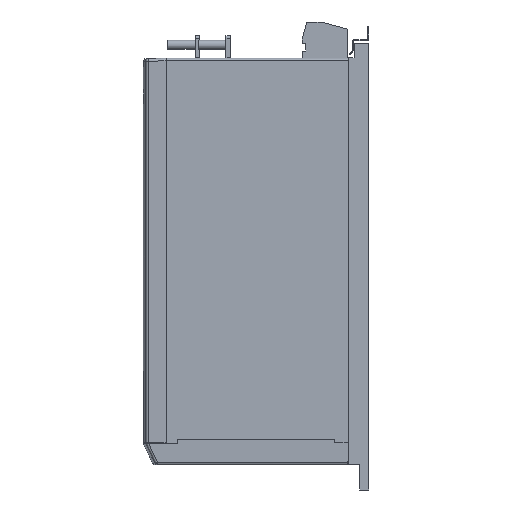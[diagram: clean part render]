
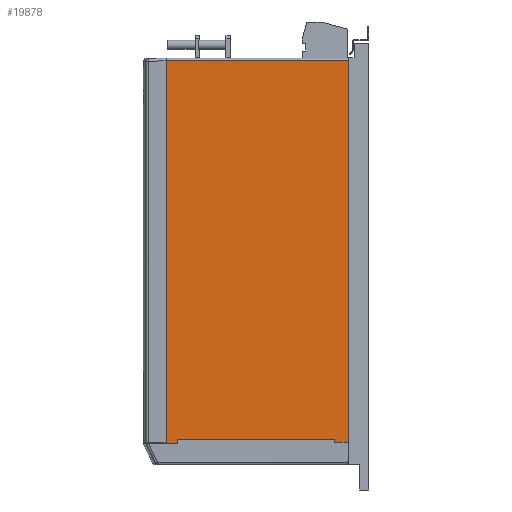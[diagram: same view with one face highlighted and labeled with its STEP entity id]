
A CAD part, left-side view. The second image highlights one B-rep face of the part: STEP entity #19878.
In plain terms, the highlighted planar face has unit normal (-1, 0, 0).
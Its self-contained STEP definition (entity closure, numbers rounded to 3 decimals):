
#19447 = EDGE_CURVE ( 'NONE', #19537, #19883, #33720, .T. ) ;
#19511 = ORIENTED_EDGE ( 'NONE', *, *, #19512, .F. ) ;
#19512 = EDGE_CURVE ( 'NONE', #19513, #19885, #33633, .T. ) ;
#19513 = VERTEX_POINT ( 'NONE', #33629 ) ;
#19515 = ORIENTED_EDGE ( 'NONE', *, *, #19517, .T. ) ;
#19517 = EDGE_CURVE ( 'NONE', #19513, #20041, #33628, .T. ) ;
#19518 = ORIENTED_EDGE ( 'NONE', *, *, #20039, .F. ) ;
#19520 = ORIENTED_EDGE ( 'NONE', *, *, #19521, .F. ) ;
#19521 = EDGE_CURVE ( 'NONE', #19523, #20036, #33624, .T. ) ;
#19523 = VERTEX_POINT ( 'NONE', #33620 ) ;
#19524 = ORIENTED_EDGE ( 'NONE', *, *, #19526, .F. ) ;
#19526 = EDGE_CURVE ( 'NONE', #19528, #19523, #33619, .T. ) ;
#19528 = VERTEX_POINT ( 'NONE', #33615 ) ;
#19531 = ORIENTED_EDGE ( 'NONE', *, *, #19534, .T. ) ;
#19534 = EDGE_CURVE ( 'NONE', #19528, #19537, #33614, .T. ) ;
#19537 = VERTEX_POINT ( 'NONE', #33610 ) ;
#19878 = ADVANCED_FACE ( 'NONE', ( #34034 ), #34348, .T. ) ;
#19879 = ORIENTED_EDGE ( 'NONE', *, *, #19882, .T. ) ;
#19882 = EDGE_CURVE ( 'NONE', #19883, #19885, #34316, .T. ) ;
#19883 = VERTEX_POINT ( 'NONE', #34246 ) ;
#19885 = VERTEX_POINT ( 'NONE', #34245 ) ;
#19914 = ORIENTED_EDGE ( 'NONE', *, *, #19447, .T. ) ;
#20036 = VERTEX_POINT ( 'NONE', #34431 ) ;
#20039 = EDGE_CURVE ( 'NONE', #20036, #20041, #34404, .T. ) ;
#20041 = VERTEX_POINT ( 'NONE', #34512 ) ;
#20045 = EDGE_LOOP ( 'NONE', ( #19879, #19511, #19515, #19518, #19520, #19524, #19531, #19914 ) ) ;
#33610 = CARTESIAN_POINT ( 'NONE',  ( -24.5, 18., 370.25 ) ) ;
#33611 = DIRECTION ( 'NONE',  ( 0., 0., 1. ) ) ;
#33612 = VECTOR ( 'NONE', #33611, 1000. ) ;
#33613 = CARTESIAN_POINT ( 'NONE',  ( -24.5, 18., 57. ) ) ;
#33614 = LINE ( 'NONE', #33613, #33612 ) ;
#33615 = CARTESIAN_POINT ( 'NONE',  ( -24.5, 18., 34.802 ) ) ;
#33616 = DIRECTION ( 'NONE',  ( 0., 1., 0. ) ) ;
#33617 = VECTOR ( 'NONE', #33616, 1000. ) ;
#33618 = CARTESIAN_POINT ( 'NONE',  ( -24.5, 18., 34.802 ) ) ;
#33619 = LINE ( 'NONE', #33618, #33617 ) ;
#33620 = CARTESIAN_POINT ( 'NONE',  ( -24.5, 30.15, 34.802 ) ) ;
#33621 = DIRECTION ( 'NONE',  ( 0., 0., 1. ) ) ;
#33622 = VECTOR ( 'NONE', #33621, 1000. ) ;
#33623 = CARTESIAN_POINT ( 'NONE',  ( -24.5, 30.15, 34.802 ) ) ;
#33624 = LINE ( 'NONE', #33623, #33622 ) ;
#33625 = DIRECTION ( 'NONE',  ( 0., 0., 1. ) ) ;
#33626 = VECTOR ( 'NONE', #33625, 1000. ) ;
#33627 = CARTESIAN_POINT ( 'NONE',  ( -24.5, 167.84, 34.002 ) ) ;
#33628 = LINE ( 'NONE', #33627, #33626 ) ;
#33629 = CARTESIAN_POINT ( 'NONE',  ( -24.5, 167.84, 34.002 ) ) ;
#33630 = DIRECTION ( 'NONE',  ( 0., 1., 0. ) ) ;
#33631 = VECTOR ( 'NONE', #33630, 1000. ) ;
#33632 = CARTESIAN_POINT ( 'NONE',  ( -24.5, 178., 34.002 ) ) ;
#33633 = LINE ( 'NONE', #33632, #33631 ) ;
#33717 = DIRECTION ( 'NONE',  ( 0., 1., 0. ) ) ;
#33718 = VECTOR ( 'NONE', #33717, 1000. ) ;
#33719 = CARTESIAN_POINT ( 'NONE',  ( -24.5, 18., 370.25 ) ) ;
#33720 = LINE ( 'NONE', #33719, #33718 ) ;
#34034 = FACE_OUTER_BOUND ( 'NONE', #20045, .T. ) ;
#34245 = CARTESIAN_POINT ( 'NONE',  ( -24.5, 178., 34.002 ) ) ;
#34246 = CARTESIAN_POINT ( 'NONE',  ( -24.5, 178., 370.25 ) ) ;
#34313 = DIRECTION ( 'NONE',  ( 0., 0., -1. ) ) ;
#34314 = VECTOR ( 'NONE', #34313, 1000. ) ;
#34315 = CARTESIAN_POINT ( 'NONE',  ( -24.5, 178., 57. ) ) ;
#34316 = LINE ( 'NONE', #34315, #34314 ) ;
#34317 = DIRECTION ( 'NONE',  ( 0., 0., 1. ) ) ;
#34318 = DIRECTION ( 'NONE',  ( -1., 0., 0. ) ) ;
#34346 = CARTESIAN_POINT ( 'NONE',  ( -24.5, 18., 57. ) ) ;
#34347 = AXIS2_PLACEMENT_3D ( 'NONE', #34346, #34318, #34317 ) ;
#34348 = PLANE ( 'NONE',  #34347 ) ;
#34404 = LINE ( 'NONE', #34510, #34514 ) ;
#34431 = CARTESIAN_POINT ( 'NONE',  ( -24.5, 30.15, 37.502 ) ) ;
#34510 = CARTESIAN_POINT ( 'NONE',  ( -24.5, 18., 37.502 ) ) ;
#34512 = CARTESIAN_POINT ( 'NONE',  ( -24.5, 167.84, 37.502 ) ) ;
#34513 = DIRECTION ( 'NONE',  ( 0., 1., 0. ) ) ;
#34514 = VECTOR ( 'NONE', #34513, 1000. ) ;
